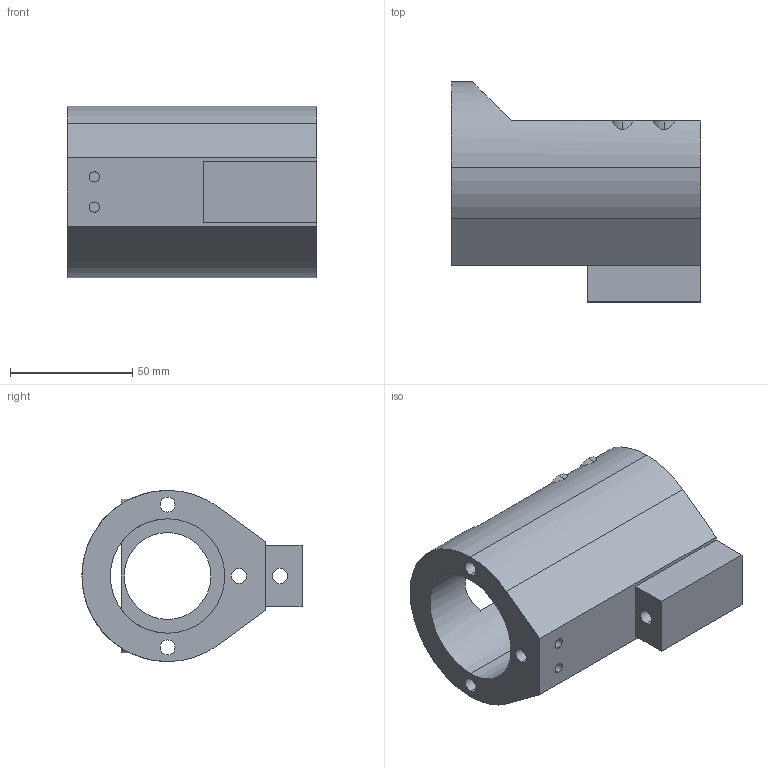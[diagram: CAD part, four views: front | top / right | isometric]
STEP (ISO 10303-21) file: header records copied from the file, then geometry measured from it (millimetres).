
FILE_DESCRIPTION (( 'STEP AP214' ), '1' );
FILE_NAME ('roll housing.step', '2024-01-14T05:53:46', ( '' ), ( '' ), 'SwSTEP 2.0', 'SolidWorks 2022', '' );
FILE_SCHEMA (( 'AUTOMOTIVE_DESIGN' ));
Length unit declared in the file: millimetre
Products named in the file (1): roll housing
Bounding box: 102 x 90 x 70 mm (x, y, z)
Volume: 205224.3 mm3; surface area: 48930.1 mm2
Topology: 1 solids, 1 shells, 53 faces, 138 edges, 92 vertices
Faces by surface type: cylinder 33, plane 20
Entity records: 1794 total; most frequent: CARTESIAN_POINT 387, DIRECTION 299, ORIENTED_EDGE 276, EDGE_CURVE 138, AXIS2_PLACEMENT_3D 116, VERTEX_POINT 92, EDGE_LOOP 70, LINE 67
